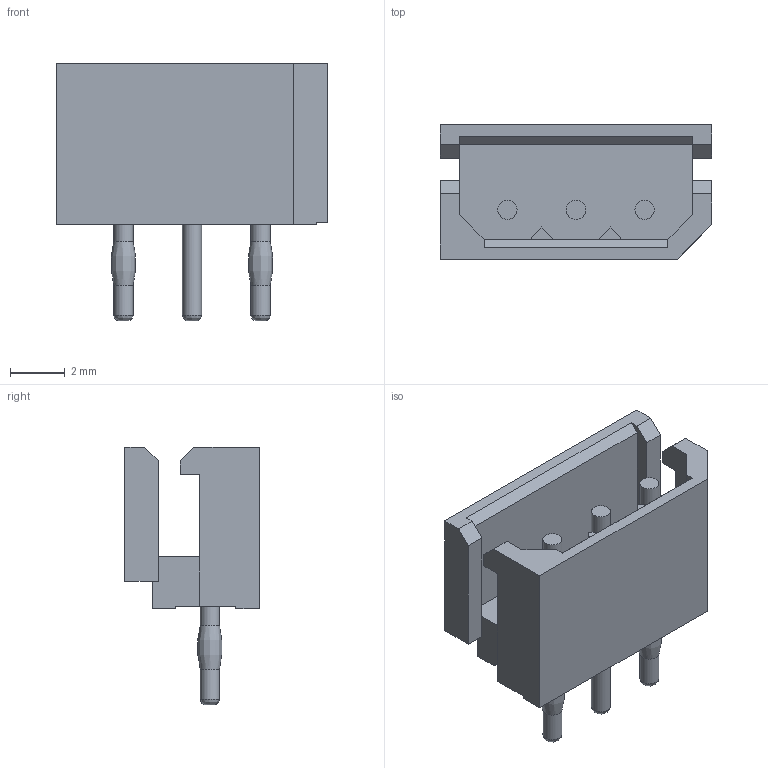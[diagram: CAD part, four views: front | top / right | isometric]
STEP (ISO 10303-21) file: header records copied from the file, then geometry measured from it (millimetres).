
FILE_DESCRIPTION(('FreeCAD Model'),'2;1');
FILE_NAME('Open CASCADE Shape Model','2024-03-28T15:22:27',(''),(''), 'Open CASCADE STEP processor 7.6','FreeCAD','Unknown');
FILE_SCHEMA(('AUTOMOTIVE_DESIGN { 1 0 10303 214 1 1 1 1 }'));
Length unit declared in the file: millimetre
Products named in the file (1): 99990987wbm000_01
Bounding box: 9.9 x 4.9 x 9.4 mm (x, y, z)
Volume: 152.4 mm3; surface area: 392.7 mm2
Topology: 1 solids, 1 shells, 68 faces, 175 edges, 115 vertices
Faces by surface type: plane 55, cylinder 8, bspline 5
Full cylindrical faces by diameter (mm): 0.7 x8
Entity records: 2175 total; most frequent: CARTESIAN_POINT 517, ORIENTED_EDGE 350, DIRECTION 317, EDGE_CURVE 175, LINE 135, VECTOR 135, VERTEX_POINT 115, AXIS2_PLACEMENT_3D 91
